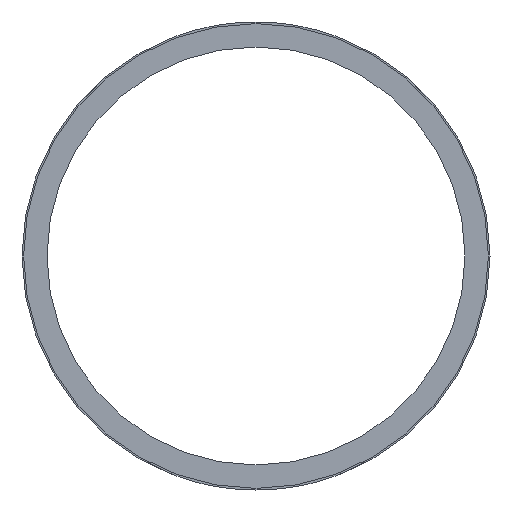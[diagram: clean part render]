
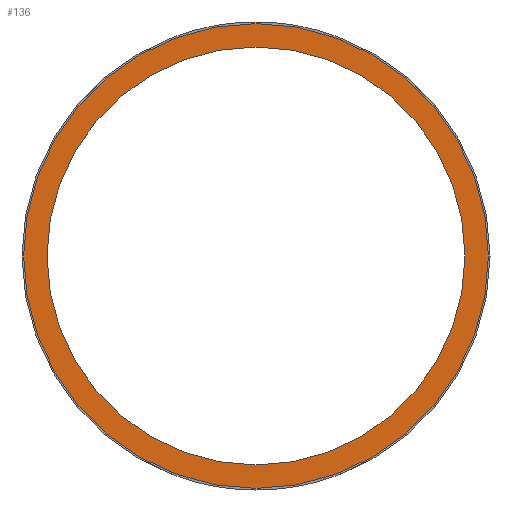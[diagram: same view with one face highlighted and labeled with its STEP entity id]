
A CAD part, left-side view. The second image highlights one B-rep face of the part: STEP entity #136.
In plain terms, the highlighted planar face has unit normal (-1, 0, 0).
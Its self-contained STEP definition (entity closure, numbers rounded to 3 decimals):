
#27=FACE_BOUND('',#44,.T.);
#33=FACE_OUTER_BOUND('',#43,.T.);
#43=EDGE_LOOP('',(#100));
#44=EDGE_LOOP('',(#101));
#59=CIRCLE('',#164,288.);
#60=CIRCLE('',#165,259.);
#72=VERTEX_POINT('',#239);
#73=VERTEX_POINT('',#241);
#84=EDGE_CURVE('',#72,#72,#59,.T.);
#85=EDGE_CURVE('',#73,#73,#60,.T.);
#100=ORIENTED_EDGE('',*,*,#84,.T.);
#101=ORIENTED_EDGE('',*,*,#85,.F.);
#132=PLANE('',#163);
#136=ADVANCED_FACE('',(#33,#27),#132,.T.);
#163=AXIS2_PLACEMENT_3D('',#238,#188,#189);
#164=AXIS2_PLACEMENT_3D('',#240,#190,#191);
#165=AXIS2_PLACEMENT_3D('',#242,#192,#193);
#188=DIRECTION('center_axis',(-1.,0.,0.));
#189=DIRECTION('ref_axis',(0.,0.,1.));
#190=DIRECTION('center_axis',(-1.,0.,0.));
#191=DIRECTION('ref_axis',(0.,0.,1.));
#192=DIRECTION('center_axis',(-1.,0.,0.));
#193=DIRECTION('ref_axis',(0.,0.,1.));
#238=CARTESIAN_POINT('Origin',(0.,-259.,0.));
#239=CARTESIAN_POINT('',(0.,288.,0.));
#240=CARTESIAN_POINT('Origin',(0.,0.,0.));
#241=CARTESIAN_POINT('',(0.,0.,-259.));
#242=CARTESIAN_POINT('Origin',(0.,0.,0.));
